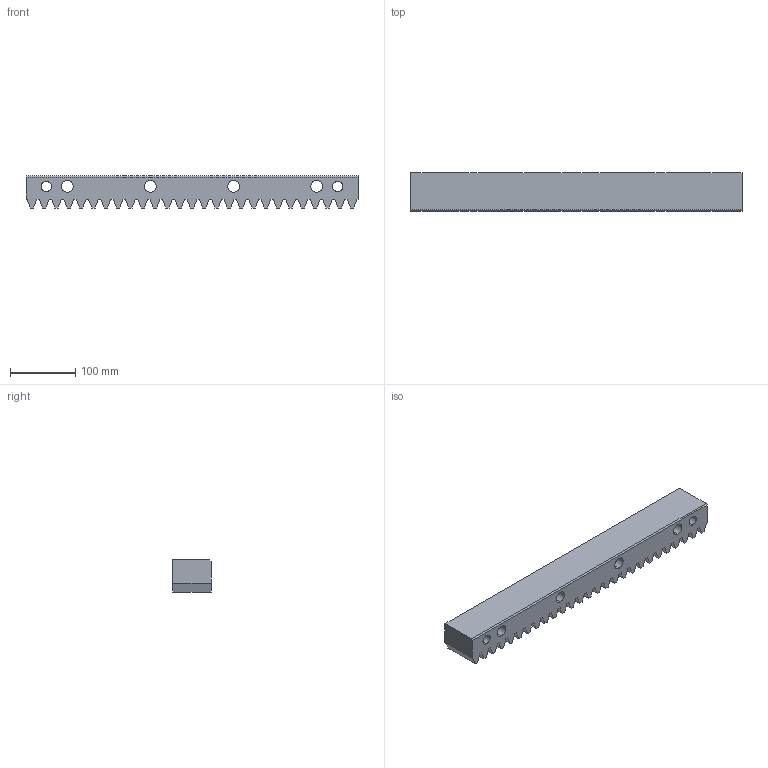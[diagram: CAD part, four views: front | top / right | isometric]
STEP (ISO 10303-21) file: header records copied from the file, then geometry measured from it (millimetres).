
FILE_DESCRIPTION(('STEP AP214'),'1');
FILE_NAME('144-060-405.stp','2017-10-09T11:44:53',('TraceParts'),('TraceParts S.A.'),'Spatial InterOp 3D',' ',' ');
FILE_SCHEMA(('automotive_design'));
Length unit declared in the file: millimetre
Products named in the file (1): 144-060-405
Bounding box: 508.04 x 59 x 49 mm (x, y, z)
Volume: 1175799.1 mm3; surface area: 155058.9 mm2
Topology: 1 solids, 1 shells, 139 faces, 399 edges, 266 vertices
Faces by surface type: plane 119, cylinder 20
Entity records: 5654 total; most frequent: CARTESIAN_POINT 805, ORIENTED_EDGE 798, DIRECTION 719, EDGE_CURVE 399, LINE 359, VECTOR 359, VERTEX_POINT 266, AXIS2_PLACEMENT_3D 180
